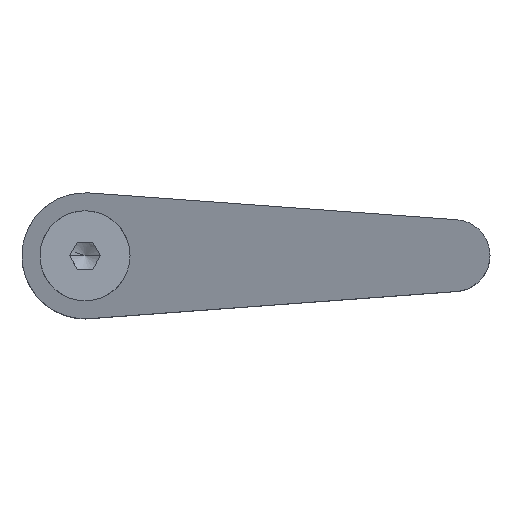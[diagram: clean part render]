
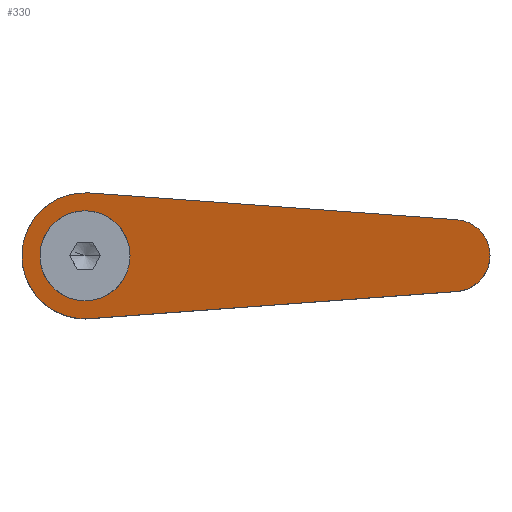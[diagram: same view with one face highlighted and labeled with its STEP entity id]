
A CAD part, top view. The second image highlights one B-rep face of the part: STEP entity #330.
In plain terms, the highlighted planar face has unit normal (-0.28, 0, 0.96).
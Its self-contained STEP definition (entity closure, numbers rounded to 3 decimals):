
#194=EDGE_CURVE('',#364,#240,#534,.T.);
#196=EDGE_CURVE('',#440,#328,#536,.T.);
#240=VERTEX_POINT('',#584);
#302=VERTEX_POINT('',#655);
#328=VERTEX_POINT('',#686);
#330=ADVANCED_FACE('',(#688,#689),#690,.F.);
#364=VERTEX_POINT('',#726);
#370=VERTEX_POINT('',#732);
#396=EDGE_CURVE('',#506,#364,#763,.T.);
#440=VERTEX_POINT('',#808);
#446=EDGE_CURVE('',#240,#508,#814,.T.);
#462=EDGE_CURVE('',#328,#302,#835,.T.);
#478=EDGE_CURVE('',#508,#370,#854,.T.);
#482=EDGE_CURVE('',#370,#506,#860,.T.);
#486=EDGE_CURVE('',#302,#440,#864,.T.);
#506=VERTEX_POINT('',#884);
#508=VERTEX_POINT('',#886);
#534=LINE('',#910,#911);
#536=ELLIPSE('',#914,5.209,5.0);
#584=CARTESIAN_POINT('',(41.293,-3.989,34.606));
#655=CARTESIAN_POINT('',(-1.548,-4.754,22.092));
#686=CARTESIAN_POINT('',(0.,5.0,22.545));
#688=FACE_OUTER_BOUND('',#1162,.T.);
#689=FACE_BOUND('',#1163,.T.);
#690=PLANE('',#1164);
#726=CARTESIAN_POINT('',(0.512,-6.981,22.694));
#732=CARTESIAN_POINT('',(0.512,6.981,22.694));
#763=ELLIPSE('',#1274,7.293,7.0);
#808=CARTESIAN_POINT('',(0.,-5.0,22.545));
#814=ELLIPSE('',#1347,4.167,4.);
#835=ELLIPSE('',#1379,5.209,5.0);
#854=LINE('',#1403,#1404);
#860=ELLIPSE('',#1411,7.293,7.0);
#864=ELLIPSE('',#1416,5.209,5.0);
#884=CARTESIAN_POINT('',(-7.,0.,20.5));
#886=CARTESIAN_POINT('',(41.293,3.989,34.606));
#910=CARTESIAN_POINT('',(44.068,-3.786,35.417));
#911=VECTOR('',#1452,1.0);
#914=AXIS2_PLACEMENT_3D('',#1453,#1454,#1455);
#1162=EDGE_LOOP('',(#1624,#1625,#1626,#1627,#1628));
#1163=EDGE_LOOP('',(#1629,#1630,#1631));
#1164=AXIS2_PLACEMENT_3D('',#1632,#1633,#1634);
#1274=AXIS2_PLACEMENT_3D('',#1705,#1706,#1707);
#1347=AXIS2_PLACEMENT_3D('',#1758,#1759,#1760);
#1379=AXIS2_PLACEMENT_3D('',#1804,#1805,#1806);
#1403=CARTESIAN_POINT('',(25.273,5.165,29.927));
#1404=VECTOR('',#1833,1.0);
#1411=AXIS2_PLACEMENT_3D('',#1847,#1848,#1849);
#1416=AXIS2_PLACEMENT_3D('',#1850,#1851,#1852);
#1452=DIRECTION('',(0.958,0.07,0.28));
#1453=CARTESIAN_POINT('',(0.0,0.0,22.545));
#1454=DIRECTION('',(-0.28,0.,0.96));
#1455=DIRECTION('',(-0.96,0.0,-0.28));
#1624=ORIENTED_EDGE('',*,*,#482,.T.);
#1625=ORIENTED_EDGE('',*,*,#396,.T.);
#1626=ORIENTED_EDGE('',*,*,#194,.T.);
#1627=ORIENTED_EDGE('',*,*,#446,.T.);
#1628=ORIENTED_EDGE('',*,*,#478,.T.);
#1629=ORIENTED_EDGE('',*,*,#486,.F.);
#1630=ORIENTED_EDGE('',*,*,#462,.F.);
#1631=ORIENTED_EDGE('',*,*,#196,.F.);
#1632=CARTESIAN_POINT('',(19.395,0.,28.21));
#1633=DIRECTION('',(0.28,0.,-0.96));
#1634=DIRECTION('',(0.269,0.96,0.079));
#1705=CARTESIAN_POINT('',(0.,0.,22.545));
#1706=DIRECTION('',(-0.28,0.,0.96));
#1707=DIRECTION('',(-0.96,0.,-0.28));
#1758=CARTESIAN_POINT('',(41.0,0.,34.521));
#1759=DIRECTION('',(-0.28,0.,0.96));
#1760=DIRECTION('',(0.96,0.,0.28));
#1804=CARTESIAN_POINT('',(0.0,0.0,22.545));
#1805=DIRECTION('',(-0.28,0.,0.96));
#1806=DIRECTION('',(-0.96,0.0,-0.28));
#1833=DIRECTION('',(-0.958,0.07,-0.28));
#1847=CARTESIAN_POINT('',(0.,0.,22.545));
#1848=DIRECTION('',(-0.28,0.,0.96));
#1849=DIRECTION('',(-0.96,0.,-0.28));
#1850=CARTESIAN_POINT('',(0.0,0.0,22.545));
#1851=DIRECTION('',(-0.28,0.,0.96));
#1852=DIRECTION('',(-0.96,0.0,-0.28));
